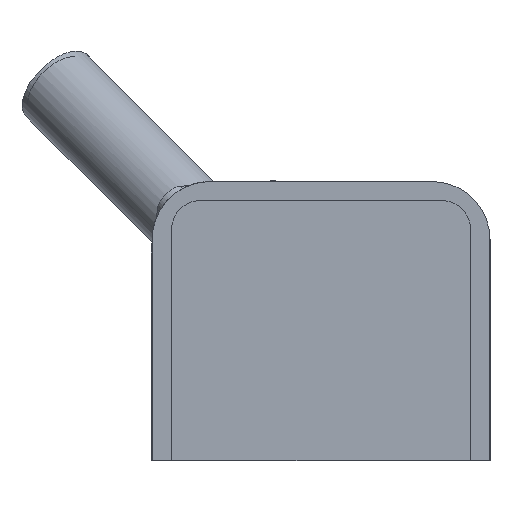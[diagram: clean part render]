
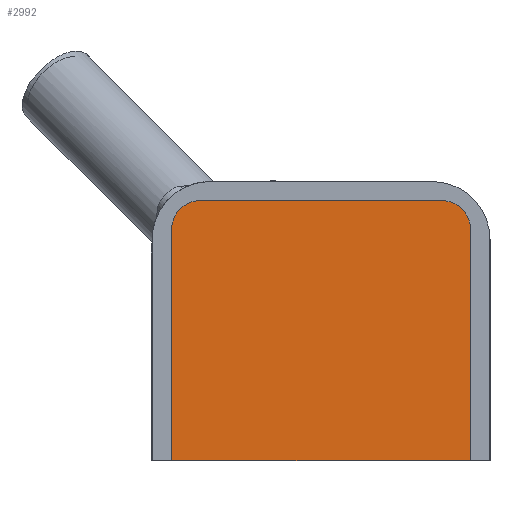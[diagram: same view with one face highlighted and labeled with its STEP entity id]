
A CAD part, left-side view. The second image highlights one B-rep face of the part: STEP entity #2992.
In plain terms, the highlighted planar face has unit normal (-1, 0, 0).
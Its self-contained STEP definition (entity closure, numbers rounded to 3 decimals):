
#228=FACE_OUTER_BOUND($,#411,.T.);
#411=EDGE_LOOP($,(#2019,#2020,#2021,#2022,#2023,#2024));
#639=CIRCLE($,#3214,3.);
#640=CIRCLE($,#3216,3.);
#750=LINE($,#4767,#1003);
#752=LINE($,#4775,#1005);
#753=LINE($,#4777,#1006);
#754=LINE($,#4779,#1007);
#1003=VECTOR($,#3618,25.);
#1005=VECTOR($,#3626,31.);
#1006=VECTOR($,#3627,24.);
#1007=VECTOR($,#3630,24.);
#1290=VERTEX_POINT($,#4763);
#1291=VERTEX_POINT($,#4765);
#1292=VERTEX_POINT($,#4769);
#1293=VERTEX_POINT($,#4773);
#1294=VERTEX_POINT($,#4774);
#1295=VERTEX_POINT($,#4776);
#1581=EDGE_CURVE($,#1290,#1291,#750,.T.);
#1583=EDGE_CURVE($,#1292,#1291,#639,.T.);
#1584=EDGE_CURVE($,#1293,#1294,#752,.T.);
#1585=EDGE_CURVE($,#1294,#1295,#753,.T.);
#1586=EDGE_CURVE($,#1290,#1295,#640,.T.);
#1587=EDGE_CURVE($,#1292,#1293,#754,.T.);
#2019=ORIENTED_EDGE($,*,*,#1584,.T.);
#2020=ORIENTED_EDGE($,*,*,#1585,.T.);
#2021=ORIENTED_EDGE($,*,*,#1586,.F.);
#2022=ORIENTED_EDGE($,*,*,#1581,.T.);
#2023=ORIENTED_EDGE($,*,*,#1583,.F.);
#2024=ORIENTED_EDGE($,*,*,#1587,.T.);
#2691=PLANE($,#3215);
#2992=ADVANCED_FACE($,(#228),#2691,.F.);
#3214=AXIS2_PLACEMENT_3D($,#4771,#3622,#3623);
#3215=AXIS2_PLACEMENT_3D($,#4772,#3624,#3625);
#3216=AXIS2_PLACEMENT_3D($,#4778,#3628,#3629);
#3618=DIRECTION($,(0.,1.,0.));
#3622=DIRECTION('center_axis',(1.,0.,0.));
#3623=DIRECTION('ref_axis',(0.,0.707,0.707));
#3624=DIRECTION('center_axis',(1.,0.,0.));
#3625=DIRECTION('ref_axis',(0.,-1.,0.));
#3626=DIRECTION($,(0.,-1.,0.));
#3627=DIRECTION($,(0.,0.,1.));
#3628=DIRECTION('center_axis',(1.,0.,0.));
#3629=DIRECTION('ref_axis',(0.,-0.707,0.707));
#3630=DIRECTION($,(0.,0.,-1.));
#4763=CARTESIAN_POINT('',(-200.,-12.5,1.034));
#4765=CARTESIAN_POINT('',(-200.,12.5,1.034));
#4767=CARTESIAN_POINT($,(-200.,-15.5,1.034));
#4769=CARTESIAN_POINT('',(-200.,15.5,-1.966));
#4771=CARTESIAN_POINT('Origin',(-200.,12.5,-1.966));
#4772=CARTESIAN_POINT('Origin',(-200.,0.,-12.966));
#4773=CARTESIAN_POINT('',(-200.,15.5,-25.966));
#4774=CARTESIAN_POINT('',(-200.,-15.5,-25.966));
#4775=CARTESIAN_POINT($,(-200.,0.,-25.966));
#4776=CARTESIAN_POINT('',(-200.,-15.5,-1.966));
#4777=CARTESIAN_POINT($,(-200.,-15.5,-26.966));
#4778=CARTESIAN_POINT('Origin',(-200.,-12.5,-1.966));
#4779=CARTESIAN_POINT($,(-200.,15.5,1.034));
